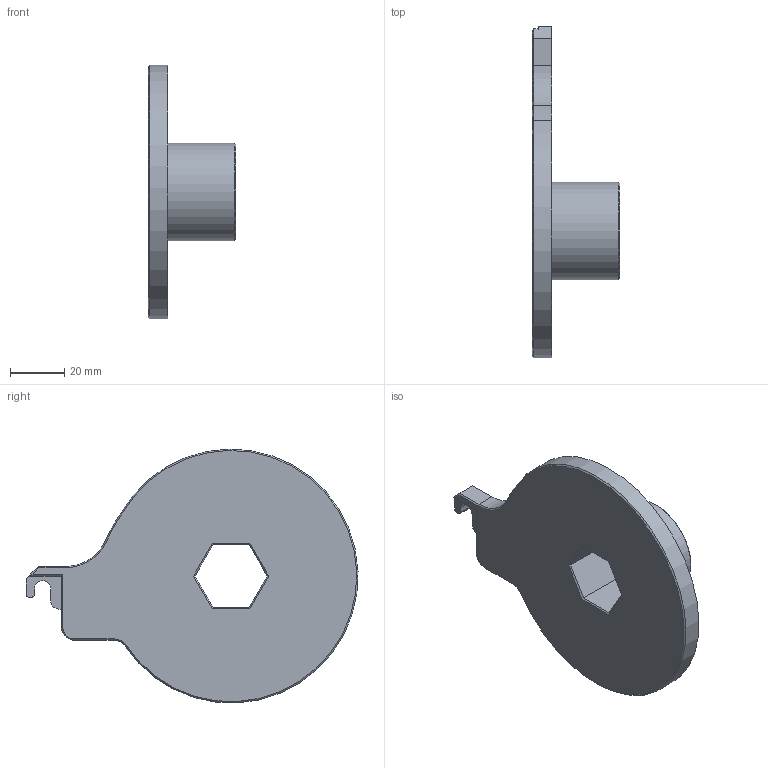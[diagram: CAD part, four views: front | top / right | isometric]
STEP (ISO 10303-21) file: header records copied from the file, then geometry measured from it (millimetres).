
FILE_DESCRIPTION(/* description */ ('Unknown'),/* implementation_level */ '2;1');
FILE_NAME(/* name */ 'filmDigitizer_135_filmCarrier_lightBox_filmReel_V2',/* time_stamp */ '2024-05-09T15:24:02-04:00',/* author */ ('Unknown'),/* organization */ ('Unknown'),/* preprocessor_version */ 'ST-DEVELOPER v18.1',/* originating_system */ 'Solid Edge',/* authorisation */ 'Unknown');
FILE_SCHEMA (('AUTOMOTIVE_DESIGN {1 0 10303 214 3 1 1}'));
Length unit declared in the file: millimetre
Products named in the file (2): filmDigitizer_135_filmCarrier_V2; filmDigitizer_135_filmCarrier_lightBox_filmReel_V2
Assembly tree (1 placements, depth 2):
  filmDigitizer_135_filmCarrier_V2
    filmDigitizer_135_filmCarrier_lightBox_filmReel_V2
Bounding box: 32.25 x 122.22 x 93.43 mm (x, y, z)
Volume: 48931.1 mm3; surface area: 43176.3 mm2
Topology: 1 solids, 1 shells, 75 faces, 174 edges, 108 vertices
Faces by surface type: plane 45, cylinder 22, cone 6, bspline 2
Full cylindrical faces by diameter (mm): 1.4 x6, 36 x1
Entity records: 5048 total; most frequent: CARTESIAN_POINT 3302, DIRECTION 357, ORIENTED_EDGE 332, EDGE_CURVE 166, AXIS2_PLACEMENT_3D 123, LINE 111, VECTOR 111, VERTEX_POINT 108
